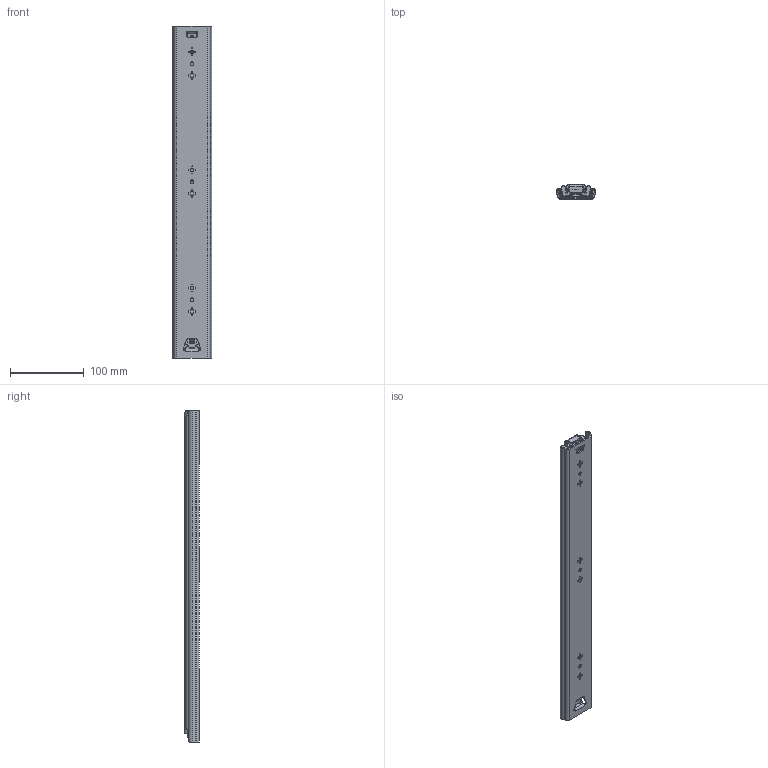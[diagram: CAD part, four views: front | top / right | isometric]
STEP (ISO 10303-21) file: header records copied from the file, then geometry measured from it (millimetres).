
FILE_DESCRIPTION (( 'STEP AP214' ), '1' );
FILE_NAME ('53#ÖØÐÍ¹ì18´ç.STEP', '2024-07-20T02:55:33', ( '' ), ( '' ), 'SwSTEP 2.0', 'SolidWorks 2016', '' );
FILE_SCHEMA (( 'AUTOMOTIVE_DESIGN' ));
Length unit declared in the file: millimetre
Products named in the file (11): 53情え; 53#笭倰寢囀紩殤18渡; 53#笭倰寢俋寢18渡; 53中轨胶塞; 53#笭倰寢18渡; 53#笭倰寢俋紩殤18渡; 53#笭倰寢笢寢18渡; 紩殤蝶菜; 詩紩6; 53蝶坶; 53#笭倰寢囀寢18渡
Assembly tree (66 placements, depth 2):
  53#笭倰寢18渡
    53#笭倰寢俋寢18渡
    53#笭倰寢笢寢18渡
    53#笭倰寢囀寢18渡
    53#笭倰寢囀紩殤18渡
    53#笭倰寢俋紩殤18渡
    詩紩6  x56
    53蝶坶
    紩殤蝶菜  x2
    53中轨胶塞
    53情え
Bounding box: 53.68 x 19 x 450 mm (x, y, z)
Volume: 183479.4 mm3; surface area: 211067.1 mm2
Topology: 79 solids, 79 shells, 3000 faces, 7964 edges, 4915 vertices
Faces by surface type: plane 1071, cylinder 1065, torus 398, sphere 270, bspline 148, cone 48
Entity records: 88889 total; most frequent: CARTESIAN_POINT 21683, ORIENTED_EDGE 14152, DIRECTION 13906, EDGE_CURVE 7076, AXIS2_PLACEMENT_3D 5387, VERTEX_POINT 4375, LINE 3132, VECTOR 3132
